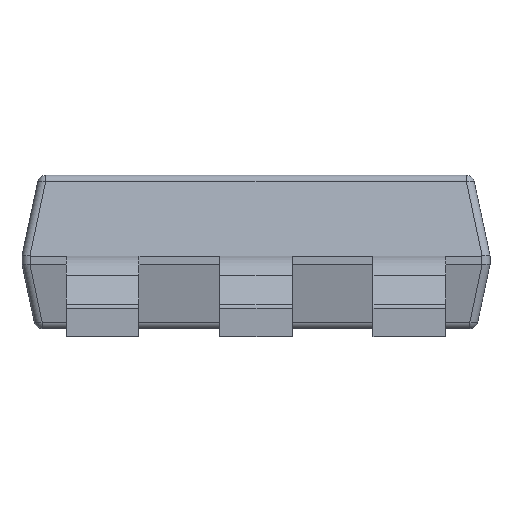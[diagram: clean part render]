
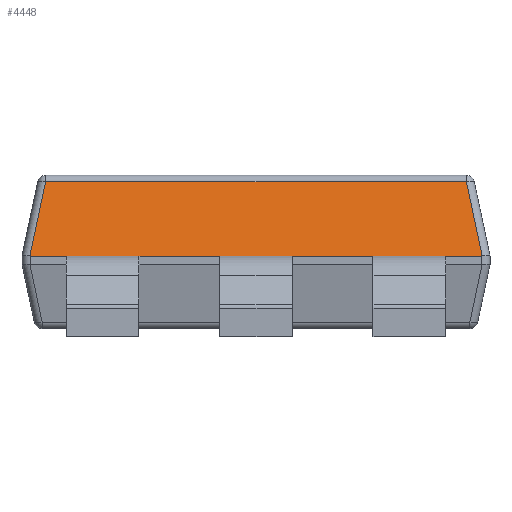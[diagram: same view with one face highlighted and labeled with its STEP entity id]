
A CAD part, left-side view. The second image highlights one B-rep face of the part: STEP entity #4448.
In plain terms, the highlighted planar face has unit normal (-0.978, 0, 0.208).
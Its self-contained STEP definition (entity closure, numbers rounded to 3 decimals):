
#25=ELLIPSE('',#4680,0.24,0.05);
#33=ELLIPSE('',#4715,0.24,0.05);
#316=FACE_OUTER_BOUND('',#559,.T.);
#559=EDGE_LOOP('',(#3458,#3459,#3460,#3461,#3462,#3463,#3464,#3465,#3466,
#3467,#3468,#3469));
#946=LINE('',#6737,#1471);
#948=LINE('',#6740,#1473);
#958=LINE('',#6778,#1483);
#989=LINE('',#6845,#1514);
#990=LINE('',#6847,#1515);
#991=LINE('',#6849,#1516);
#992=LINE('',#6851,#1517);
#993=LINE('',#6853,#1518);
#994=LINE('',#6855,#1519);
#995=LINE('',#6856,#1520);
#1471=VECTOR('',#5473,2.606);
#1473=VECTOR('',#5477,0.481);
#1483=VECTOR('',#5521,0.481);
#1514=VECTOR('',#5594,0.225);
#1515=VECTOR('',#5595,0.45);
#1516=VECTOR('',#5596,0.5);
#1517=VECTOR('',#5597,0.45);
#1518=VECTOR('',#5598,0.5);
#1519=VECTOR('',#5599,0.45);
#1520=VECTOR('',#5600,0.225);
#1917=VERTEX_POINT('',#6702);
#1924=VERTEX_POINT('',#6715);
#1925=VERTEX_POINT('',#6719);
#1930=VERTEX_POINT('',#6733);
#1941=VERTEX_POINT('',#6777);
#1944=VERTEX_POINT('',#6787);
#1956=VERTEX_POINT('',#6844);
#1957=VERTEX_POINT('',#6846);
#1958=VERTEX_POINT('',#6848);
#1959=VERTEX_POINT('',#6850);
#1960=VERTEX_POINT('',#6852);
#1961=VERTEX_POINT('',#6854);
#2425=EDGE_CURVE('',#1924,#1917,#25,.T.);
#2435=EDGE_CURVE('',#1925,#1930,#946,.T.);
#2437=EDGE_CURVE('',#1930,#1924,#948,.T.);
#2456=EDGE_CURVE('',#1941,#1925,#958,.T.);
#2462=EDGE_CURVE('',#1944,#1941,#33,.T.);
#2493=EDGE_CURVE('',#1944,#1956,#989,.T.);
#2494=EDGE_CURVE('',#1957,#1956,#990,.T.);
#2495=EDGE_CURVE('',#1957,#1958,#991,.T.);
#2496=EDGE_CURVE('',#1959,#1958,#992,.T.);
#2497=EDGE_CURVE('',#1959,#1960,#993,.T.);
#2498=EDGE_CURVE('',#1961,#1960,#994,.T.);
#2499=EDGE_CURVE('',#1961,#1917,#995,.T.);
#3458=ORIENTED_EDGE('',*,*,#2425,.F.);
#3459=ORIENTED_EDGE('',*,*,#2437,.F.);
#3460=ORIENTED_EDGE('',*,*,#2435,.F.);
#3461=ORIENTED_EDGE('',*,*,#2456,.F.);
#3462=ORIENTED_EDGE('',*,*,#2462,.F.);
#3463=ORIENTED_EDGE('',*,*,#2493,.T.);
#3464=ORIENTED_EDGE('',*,*,#2494,.F.);
#3465=ORIENTED_EDGE('',*,*,#2495,.T.);
#3466=ORIENTED_EDGE('',*,*,#2496,.F.);
#3467=ORIENTED_EDGE('',*,*,#2497,.T.);
#3468=ORIENTED_EDGE('',*,*,#2498,.F.);
#3469=ORIENTED_EDGE('',*,*,#2499,.T.);
#4085=PLANE('',#4732);
#4448=ADVANCED_FACE('',(#316),#4085,.T.);
#4680=AXIS2_PLACEMENT_3D('',#6717,#5445,#5446);
#4715=AXIS2_PLACEMENT_3D('',#6789,#5532,#5533);
#4732=AXIS2_PLACEMENT_3D('',#6843,#5592,#5593);
#5445=DIRECTION('center_axis',(0.978,0.,-0.208));
#5446=DIRECTION('ref_axis',(-0.208,0.,-0.978));
#5473=DIRECTION('',(0.,-1.,0.));
#5477=DIRECTION('',(-0.204,-0.204,-0.958));
#5521=DIRECTION('',(0.204,-0.204,0.958));
#5532=DIRECTION('center_axis',(0.978,0.,-0.208));
#5533=DIRECTION('ref_axis',(-0.208,0.,-0.978));
#5592=DIRECTION('center_axis',(-0.978,0.,0.208));
#5593=DIRECTION('ref_axis',(0.208,0.,0.978));
#5594=DIRECTION('',(0.,-1.,0.));
#5595=DIRECTION('',(0.,1.,0.));
#5596=DIRECTION('',(0.,-1.,0.));
#5597=DIRECTION('',(0.,1.,0.));
#5598=DIRECTION('',(0.,-1.,0.));
#5599=DIRECTION('',(0.,1.,0.));
#5600=DIRECTION('',(0.,-1.,0.));
#6702=CARTESIAN_POINT('',(-0.625,-1.4,0.5));
#6715=CARTESIAN_POINT('',(-0.625,-1.401,0.5));
#6717=CARTESIAN_POINT('Origin',(-0.575,-1.4,0.735));
#6719=CARTESIAN_POINT('',(-0.527,1.303,0.96));
#6733=CARTESIAN_POINT('',(-0.527,-1.303,0.96));
#6737=CARTESIAN_POINT('',(-0.527,0.,0.96));
#6740=CARTESIAN_POINT('',(-0.54,-1.316,0.902));
#6777=CARTESIAN_POINT('',(-0.625,1.401,0.5));
#6778=CARTESIAN_POINT('',(-0.54,1.316,0.902));
#6787=CARTESIAN_POINT('',(-0.625,1.4,0.5));
#6789=CARTESIAN_POINT('Origin',(-0.575,1.4,0.735));
#6843=CARTESIAN_POINT('Origin',(-0.572,0.,0.75));
#6844=CARTESIAN_POINT('',(-0.625,1.175,0.5));
#6845=CARTESIAN_POINT('',(-0.625,0.,0.5));
#6846=CARTESIAN_POINT('',(-0.625,0.725,0.5));
#6847=CARTESIAN_POINT('',(-0.625,0.,0.5));
#6848=CARTESIAN_POINT('',(-0.625,0.225,0.5));
#6849=CARTESIAN_POINT('',(-0.625,0.,0.5));
#6850=CARTESIAN_POINT('',(-0.625,-0.225,0.5));
#6851=CARTESIAN_POINT('',(-0.625,0.,0.5));
#6852=CARTESIAN_POINT('',(-0.625,-0.725,0.5));
#6853=CARTESIAN_POINT('',(-0.625,0.,0.5));
#6854=CARTESIAN_POINT('',(-0.625,-1.175,0.5));
#6855=CARTESIAN_POINT('',(-0.625,0.,0.5));
#6856=CARTESIAN_POINT('',(-0.625,0.,0.5));
